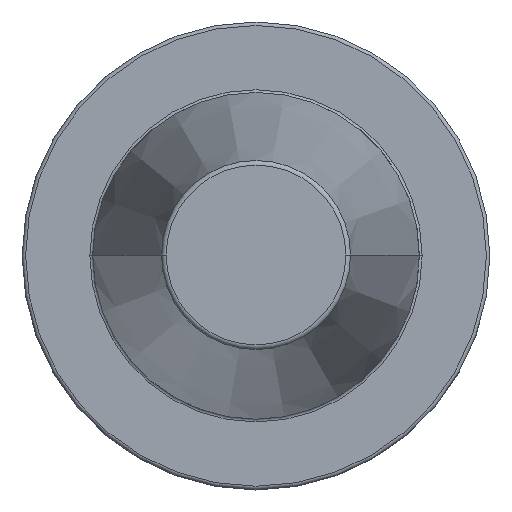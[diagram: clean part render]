
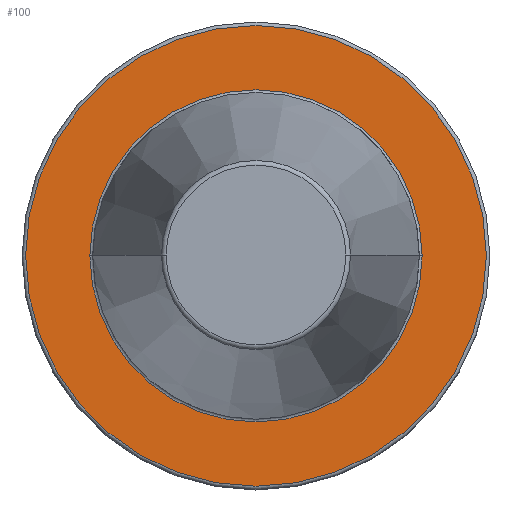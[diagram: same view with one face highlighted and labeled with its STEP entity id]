
A CAD part, top view. The second image highlights one B-rep face of the part: STEP entity #100.
In plain terms, the highlighted planar face has unit normal (0, 0, 1).
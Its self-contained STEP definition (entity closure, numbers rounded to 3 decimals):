
#37=PLANE('',#764);
#46=FACE_BOUND('',#203,.T.);
#47=FACE_BOUND('',#204,.T.);
#100=ADVANCED_FACE('',(#46,#47),#37,.F.);
#203=EDGE_LOOP('',(#383));
#204=EDGE_LOOP('',(#384,#385));
#254=CIRCLE('',#729,35.5);
#274=CIRCLE('',#762,49.229);
#275=CIRCLE('',#763,35.5);
#383=ORIENTED_EDGE('',*,*,#585,.T.);
#384=ORIENTED_EDGE('',*,*,#586,.T.);
#385=ORIENTED_EDGE('',*,*,#555,.T.);
#496=VERTEX_POINT('',#1134);
#497=VERTEX_POINT('',#1135);
#511=VERTEX_POINT('',#1192);
#555=EDGE_CURVE('',#496,#497,#254,.T.);
#585=EDGE_CURVE('',#511,#511,#274,.T.);
#586=EDGE_CURVE('',#497,#496,#275,.T.);
#729=AXIS2_PLACEMENT_3D('',#1133,#891,#892);
#762=AXIS2_PLACEMENT_3D('',#1191,#967,#968);
#763=AXIS2_PLACEMENT_3D('',#1193,#969,#970);
#764=AXIS2_PLACEMENT_3D('',#1194,#971,#972);
#891=DIRECTION('',(0.,0.,-1.));
#892=DIRECTION('',(-1.,0.,0.));
#967=DIRECTION('',(0.,0.,1.));
#968=DIRECTION('',(-1.,0.,0.));
#969=DIRECTION('',(0.,0.,-1.));
#970=DIRECTION('',(-1.,0.,0.));
#971=DIRECTION('',(0.,0.,-1.));
#972=DIRECTION('',(1.,0.,0.));
#1133=CARTESIAN_POINT('',(0.,0.,-3.));
#1134=CARTESIAN_POINT('',(35.5,0.,-3.));
#1135=CARTESIAN_POINT('',(-35.5,0.,-3.));
#1191=CARTESIAN_POINT('',(0.,0.,-3.));
#1192=CARTESIAN_POINT('',(-49.229,0.,-3.));
#1193=CARTESIAN_POINT('',(0.,0.,-3.));
#1194=CARTESIAN_POINT('',(0.,35.5,-3.));
